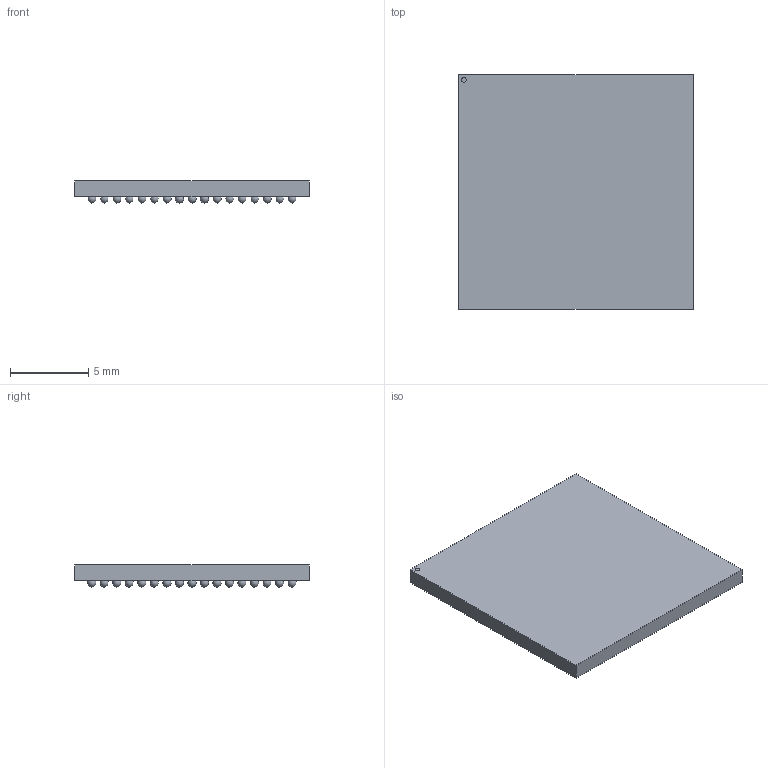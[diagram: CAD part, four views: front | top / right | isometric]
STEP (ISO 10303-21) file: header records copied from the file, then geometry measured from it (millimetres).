
FILE_DESCRIPTION(/* description */ ('model of Texas_BGA-289_15x15mm_Layout17x17_P0.8mm'),/* implementation_level */ '2;1');
FILE_NAME(/* name */ 'Texas_BGA-289_15x15mm_Layout17x17_P0.8mm.step',/* time_stamp */ '1970-01-01T00:00:00',/* author */ ('KiCAD','kicad'),/* organization */ ('OCCT'),/* preprocessor_version */ '',/* originating_system */ 'KiCAD',/* authorisation */ '');
FILE_SCHEMA(('AUTOMOTIVE_DESIGN { 1 0 10303 214 1 1 1 1 }'));
Length unit declared in the file: millimetre
Products named in the file (1): Texas_BGA-289_15x15mm_Layout17x17_P0.8mm
Bounding box: 15 x 15 x 1.41 mm (x, y, z)
Volume: 244.3 mm3; surface area: 664.5 mm2
Topology: 1 solids, 1 shells, 297 faces, 882 edges, 588 vertices
Faces by surface type: sphere 289, plane 7, cylinder 1
Full cylindrical faces by diameter (mm): 0.3 x1
Entity records: 6830 total; most frequent: CARTESIAN_POINT 1169, ORIENTED_EDGE 891, AXIS2_PLACEMENT_3D 877, EDGE_CURVE 593, VERTEX_POINT 588, FACE_BOUND 587, EDGE_LOOP 587, CIRCLE 580
